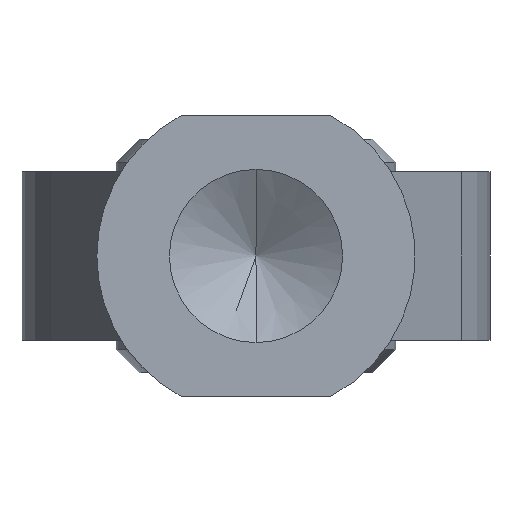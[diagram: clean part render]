
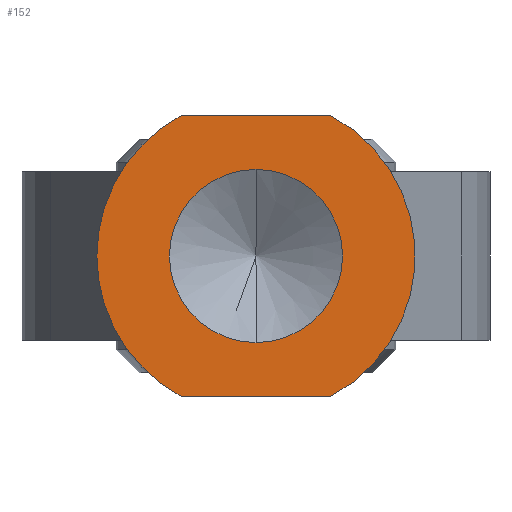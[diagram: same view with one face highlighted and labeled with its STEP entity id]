
A CAD part, front view. The second image highlights one B-rep face of the part: STEP entity #152.
In plain terms, the highlighted planar face has unit normal (0, -1, 0).
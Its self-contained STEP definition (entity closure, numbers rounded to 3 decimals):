
#14 = ORIENTED_EDGE ( 'NONE', *, *, #1011, .F. ) ;
#21 = VECTOR ( 'NONE', #29, 1000. ) ;
#29 = DIRECTION ( 'NONE',  ( -1., 0., 0. ) ) ;
#32 = CARTESIAN_POINT ( 'NONE',  ( 0., -77., -9.25 ) ) ;
#36 = ORIENTED_EDGE ( 'NONE', *, *, #246, .F. ) ;
#68 = CARTESIAN_POINT ( 'NONE',  ( 0., -77., 15. ) ) ;
#74 = ORIENTED_EDGE ( 'NONE', *, *, #803, .F. ) ;
#104 = PLANE ( 'NONE',  #392 ) ;
#112 = CARTESIAN_POINT ( 'NONE',  ( 0., -77., 0. ) ) ;
#126 = CARTESIAN_POINT ( 'NONE',  ( 0., -77., 0. ) ) ;
#152 = ADVANCED_FACE ( 'NONE', ( #567, #318 ), #104, .T. ) ;
#153 = CARTESIAN_POINT ( 'NONE',  ( 8., -77., 15. ) ) ;
#187 = AXIS2_PLACEMENT_3D ( 'NONE', #415, #989, #497 ) ;
#188 = CARTESIAN_POINT ( 'NONE',  ( -17., -77., 0. ) ) ;
#193 = DIRECTION ( 'NONE',  ( -1., 0., 0. ) ) ;
#195 = EDGE_CURVE ( 'NONE', #918, #270, #266, .T. ) ;
#197 = ORIENTED_EDGE ( 'NONE', *, *, #195, .F. ) ;
#208 = DIRECTION ( 'NONE',  ( 0., 0., -1. ) ) ;
#219 = EDGE_LOOP ( 'NONE', ( #197, #742, #74, #14, #36 ) ) ;
#246 = EDGE_CURVE ( 'NONE', #270, #658, #926, .T. ) ;
#263 = DIRECTION ( 'NONE',  ( 0., -1., 0. ) ) ;
#266 = CIRCLE ( 'NONE', #273, 17. ) ;
#269 = ORIENTED_EDGE ( 'NONE', *, *, #723, .F. ) ;
#270 = VERTEX_POINT ( 'NONE', #615 ) ;
#273 = AXIS2_PLACEMENT_3D ( 'NONE', #112, #686, #193 ) ;
#279 = VERTEX_POINT ( 'NONE', #32 ) ;
#318 = FACE_OUTER_BOUND ( 'NONE', #219, .T. ) ;
#340 = VERTEX_POINT ( 'NONE', #377 ) ;
#377 = CARTESIAN_POINT ( 'NONE',  ( -17., -77., 0. ) ) ;
#378 = VERTEX_POINT ( 'NONE', #863 ) ;
#383 = CARTESIAN_POINT ( 'NONE',  ( 0., -77., 0. ) ) ;
#385 = ORIENTED_EDGE ( 'NONE', *, *, #605, .F. ) ;
#392 = AXIS2_PLACEMENT_3D ( 'NONE', #188, #263, #837 ) ;
#400 = DIRECTION ( 'NONE',  ( -1., 0., 0. ) ) ;
#415 = CARTESIAN_POINT ( 'NONE',  ( 0., -77., 0. ) ) ;
#418 = VECTOR ( 'NONE', #400, 1000. ) ;
#457 = CARTESIAN_POINT ( 'NONE',  ( -8., -77., 15. ) ) ;
#469 = DIRECTION ( 'NONE',  ( -1., 0., 0. ) ) ;
#472 = AXIS2_PLACEMENT_3D ( 'NONE', #987, #495, #1073 ) ;
#495 = DIRECTION ( 'NONE',  ( 0., -1., 0. ) ) ;
#497 = DIRECTION ( 'NONE',  ( -1., 0., 0. ) ) ;
#516 = CIRCLE ( 'NONE', #472, 9.25 ) ;
#567 = FACE_BOUND ( 'NONE', #858, .T. ) ;
#585 = CIRCLE ( 'NONE', #187, 17. ) ;
#605 = EDGE_CURVE ( 'NONE', #279, #378, #516, .T. ) ;
#615 = CARTESIAN_POINT ( 'NONE',  ( 8., -77., -15. ) ) ;
#632 = LINE ( 'NONE', #68, #418 ) ;
#658 = VERTEX_POINT ( 'NONE', #996 ) ;
#686 = DIRECTION ( 'NONE',  ( 0., 1., 0. ) ) ;
#697 = DIRECTION ( 'NONE',  ( 0., -1., 0. ) ) ;
#710 = CIRCLE ( 'NONE', #1069, 17. ) ;
#723 = EDGE_CURVE ( 'NONE', #378, #279, #960, .T. ) ;
#742 = ORIENTED_EDGE ( 'NONE', *, *, #937, .T. ) ;
#775 = VERTEX_POINT ( 'NONE', #457 ) ;
#803 = EDGE_CURVE ( 'NONE', #340, #775, #710, .T. ) ;
#837 = DIRECTION ( 'NONE',  ( 1., 0., 0. ) ) ;
#858 = EDGE_LOOP ( 'NONE', ( #385, #269 ) ) ;
#863 = CARTESIAN_POINT ( 'NONE',  ( 0., -77., 9.25 ) ) ;
#874 = AXIS2_PLACEMENT_3D ( 'NONE', #126, #697, #208 ) ;
#918 = VERTEX_POINT ( 'NONE', #153 ) ;
#926 = LINE ( 'NONE', #934, #21 ) ;
#934 = CARTESIAN_POINT ( 'NONE',  ( 0., -77., -15. ) ) ;
#937 = EDGE_CURVE ( 'NONE', #918, #775, #632, .T. ) ;
#958 = DIRECTION ( 'NONE',  ( 0., 1., 0. ) ) ;
#960 = CIRCLE ( 'NONE', #874, 9.25 ) ;
#987 = CARTESIAN_POINT ( 'NONE',  ( 0., -77., 0. ) ) ;
#989 = DIRECTION ( 'NONE',  ( 0., 1., 0. ) ) ;
#996 = CARTESIAN_POINT ( 'NONE',  ( -8., -77., -15. ) ) ;
#1011 = EDGE_CURVE ( 'NONE', #658, #340, #585, .T. ) ;
#1069 = AXIS2_PLACEMENT_3D ( 'NONE', #383, #958, #469 ) ;
#1073 = DIRECTION ( 'NONE',  ( 0., 0., -1. ) ) ;
